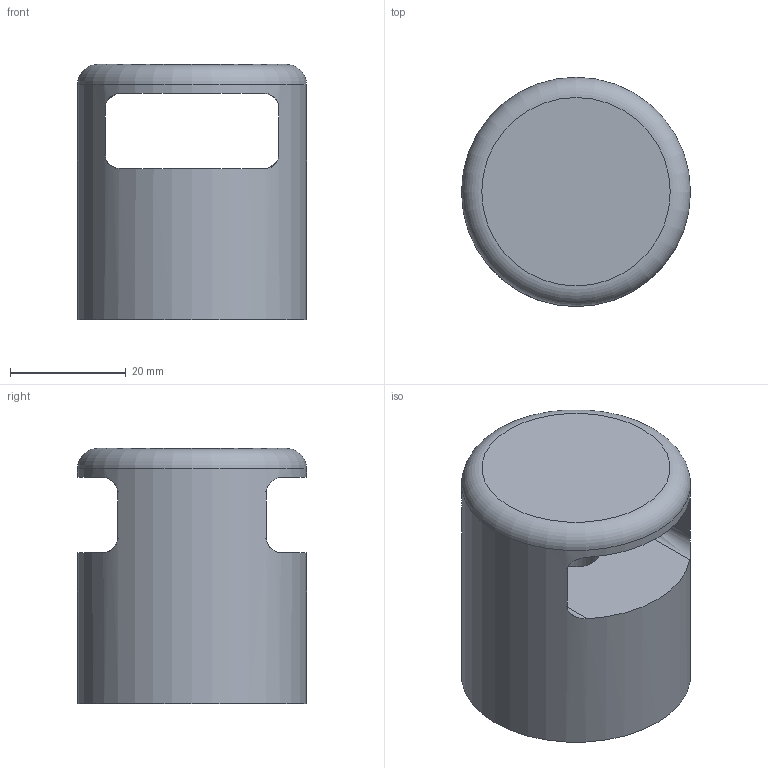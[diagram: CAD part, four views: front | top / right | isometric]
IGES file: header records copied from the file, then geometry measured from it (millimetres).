
Global section: file name: No Iges File Name specified; native system: Autodesk Inventor 2012; preprocessor: AutoDesk Inventor Iges Exporter R2012; author: marina kaa; date: 20130102.141910; units: millimetre
Bounding box: 39.5 x 39.5 x 44 mm (x, y, z)
Volume: 38604.4 mm3; surface area: 10077.7 mm2
Topology: 1 solids, 1 shells, 14 faces, 35 edges, 23 vertices
Faces by surface type: revolution 6, plane 6, torus 1, cylinder 1
Full cylindrical faces by diameter (mm): 39.5 x1
